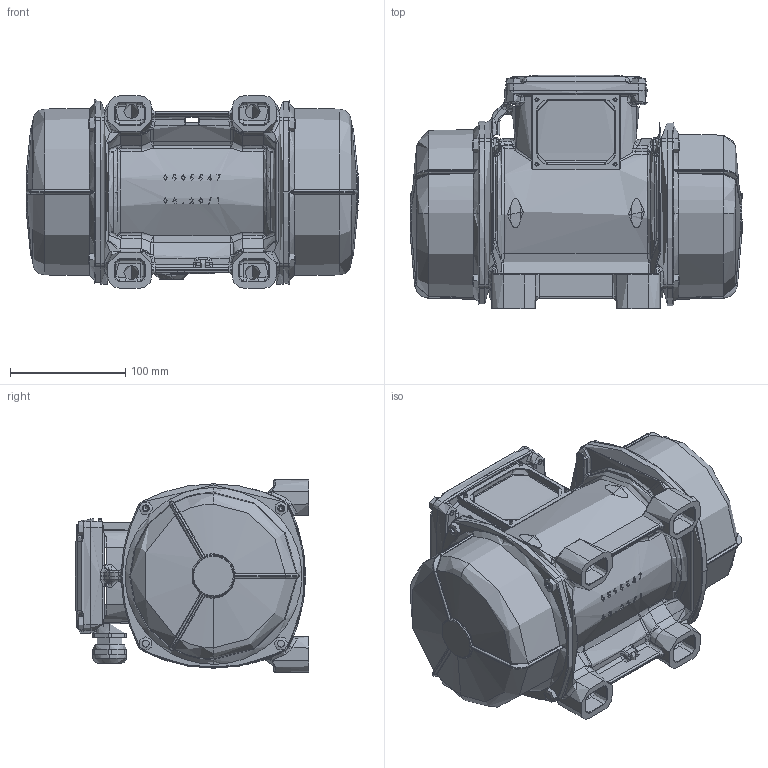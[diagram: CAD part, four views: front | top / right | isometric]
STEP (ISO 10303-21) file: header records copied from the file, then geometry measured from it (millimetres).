
FILE_DESCRIPTION (( 'STEP AP214' ), '1' );
FILE_NAME ('NED 50500.STEP', '2022-06-20T09:57:51', ( '' ), ( '' ), 'SwSTEP 2.0', 'SolidWorks 2015', '' );
FILE_SCHEMA (( 'AUTOMOTIVE_DESIGN' ));
Length unit declared in the file: millimetre
Products named in the file (1): NED 50500
Bounding box: 288 x 202.21 x 167 mm (x, y, z)
Topology: 0 solids, 49 shells, 1708 faces, 4547 edges, 2725 vertices
Faces by surface type: bspline 847, cylinder 446, plane 300, cone 115
Full cylindrical faces by diameter (mm): 4.5 x7
Entity records: 104809 total; most frequent: CARTESIAN_POINT 69666, ORIENTED_EDGE 8121, DIRECTION 5756, EDGE_CURVE 4437, VERTEX_POINT 2736, AXIS2_PLACEMENT_3D 2276, EDGE_LOOP 1828, ADVANCED_FACE 1708
